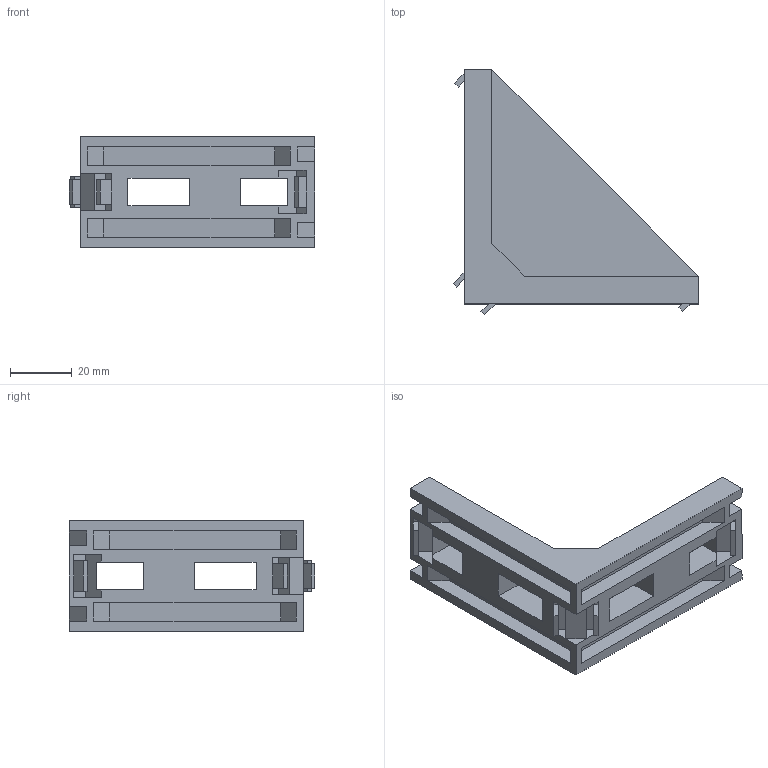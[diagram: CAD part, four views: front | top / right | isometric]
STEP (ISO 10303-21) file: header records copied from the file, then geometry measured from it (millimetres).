
FILE_DESCRIPTION (( 'STEP AP203' ), '1' );
FILE_NAME ('Óãëîâîé ñîåäèíèòåëü 1õ4 36õ76õ76.STEP', '2022-09-30T10:52:05', ( 'user' ), ( '' ), 'SwSTEP 2.0', 'SolidWorks 2022', '' );
FILE_SCHEMA (( 'CONFIG_CONTROL_DESIGN' ));
Length unit declared in the file: millimetre
Products named in the file (1): Угловой соединитель  1х4 36х76х76
Bounding box: 79.54 x 79.54 x 36 mm (x, y, z)
Volume: 46033 mm3; surface area: 21862.1 mm2
Topology: 1 solids, 1 shells, 107 faces, 285 edges, 184 vertices
Faces by surface type: plane 107
Entity records: 3328 total; most frequent: CARTESIAN_POINT 577, ORIENTED_EDGE 570, DIRECTION 501, EDGE_CURVE 285, LINE 285, VECTOR 285, VERTEX_POINT 184, EDGE_LOOP 119
